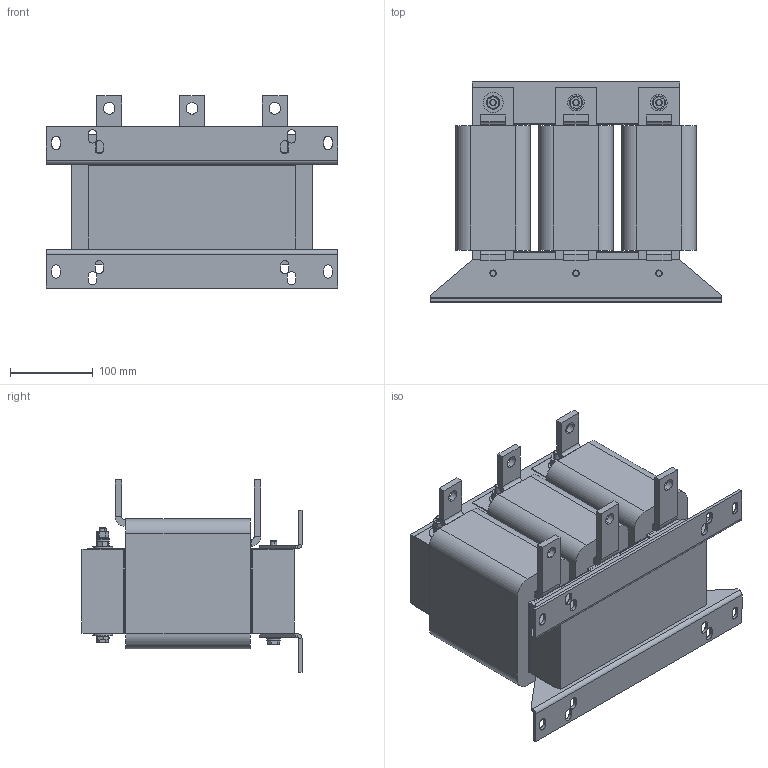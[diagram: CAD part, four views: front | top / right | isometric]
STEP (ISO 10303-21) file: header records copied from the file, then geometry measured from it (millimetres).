
FILE_DESCRIPTION (( 'STEP AP214' ), '1' );
FILE_NAME ('219791.STEP', '2020-06-10T08:28:58', ( '' ), ( '' ), 'SwSTEP 2.0', 'SolidWorks 2018', '' );
FILE_SCHEMA (( 'AUTOMOTIVE_DESIGN' ));
Length unit declared in the file: millimetre
Products named in the file (1): 219791
Bounding box: 352 x 265.5 x 231.78 mm (x, y, z)
Volume: 9244481.2 mm3; surface area: 554018.1 mm2
Topology: 1 solids, 1 shells, 557 faces, 1384 edges, 842 vertices
Faces by surface type: plane 395, cylinder 148, cone 12, torus 2
Entity records: 16402 total; most frequent: DIRECTION 2842, CARTESIAN_POINT 2804, ORIENTED_EDGE 2768, EDGE_CURVE 1384, LINE 1034, VECTOR 1034, AXIS2_PLACEMENT_3D 904, VERTEX_POINT 842
